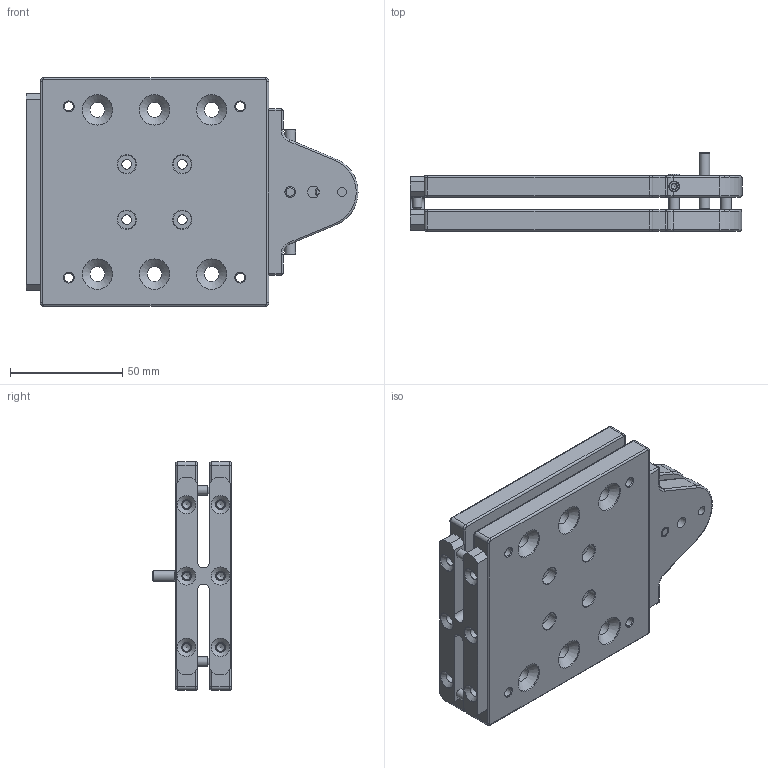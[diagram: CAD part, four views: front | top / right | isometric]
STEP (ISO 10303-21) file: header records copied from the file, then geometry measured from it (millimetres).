
FILE_DESCRIPTION (( 'STEP AP203' ), '1' );
FILE_NAME ('274-1B.STEP', '2020-09-15T22:06:27', ( '' ), ( '' ), 'SwSTEP 2.0', 'SolidWorks 2019', '' );
FILE_SCHEMA (( 'CONFIG_CONTROL_DESIGN' ));
Length unit declared in the file: inch
Products named in the file (1): 274-1B
Bounding box: 147.65 x 34.92 x 101.6 mm (x, y, z)
Volume: 222381.5 mm3; surface area: 73225 mm2
Topology: 12 solids, 12 shells, 439 faces, 1083 edges, 663 vertices
Faces by surface type: cylinder 170, plane 138, cone 93, torus 30, sphere 8
Full cylindrical faces by diameter (mm): 3.454 x14, 4.039 x6, 4.064 x10, 4.166 x2, 4.318 x14, 4.762 x1, 4.775 x4, 4.826 x1, 5.156 x1, 6.604 x12, 7.925 x1, 8.026 x8, 8.128 x14, 13.487 x13, 15.875 x1
Entity records: 11759 total; most frequent: CARTESIAN_POINT 2330, DIRECTION 2062, ORIENTED_EDGE 1580, AXIS2_PLACEMENT_3D 878, EDGE_CURVE 790, EDGE_LOOP 734, VERTEX_POINT 574, FACE_OUTER_BOUND 543
